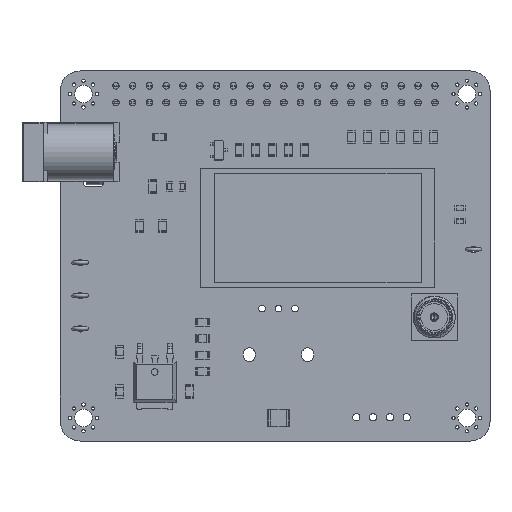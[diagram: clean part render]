
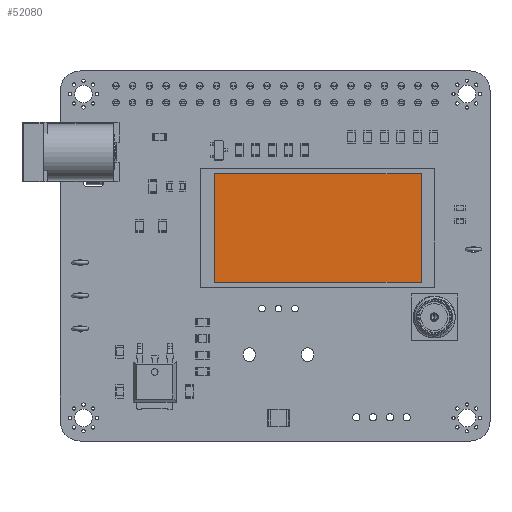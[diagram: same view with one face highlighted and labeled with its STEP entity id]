
A CAD part, top view. The second image highlights one B-rep face of the part: STEP entity #52080.
In plain terms, the highlighted face is planar.
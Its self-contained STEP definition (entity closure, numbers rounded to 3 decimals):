
#51990 = VERTEX_POINT('',#51991);
#51991 = CARTESIAN_POINT('',(2.1,3.85,-17.2));
#51997 = EDGE_CURVE('',#51998,#51990,#52000,.T.);
#51998 = VERTEX_POINT('',#51999);
#51999 = CARTESIAN_POINT('',(33.3,3.85,-17.2));
#52000 = LINE('',#52001,#52002);
#52001 = CARTESIAN_POINT('',(33.3,3.85,-17.2));
#52002 = VECTOR('',#52003,1.);
#52003 = DIRECTION('',(-1.,0.,0.));
#52021 = EDGE_CURVE('',#52022,#51998,#52024,.T.);
#52022 = VERTEX_POINT('',#52023);
#52023 = CARTESIAN_POINT('',(33.3,3.85,-0.8));
#52024 = LINE('',#52025,#52026);
#52025 = CARTESIAN_POINT('',(33.3,3.85,-0.8));
#52026 = VECTOR('',#52027,1.);
#52027 = DIRECTION('',(0.,0.,-1.));
#52045 = EDGE_CURVE('',#52046,#52022,#52048,.T.);
#52046 = VERTEX_POINT('',#52047);
#52047 = CARTESIAN_POINT('',(2.1,3.85,-0.8));
#52048 = LINE('',#52049,#52050);
#52049 = CARTESIAN_POINT('',(2.1,3.85,-0.8));
#52050 = VECTOR('',#52051,1.);
#52051 = DIRECTION('',(1.,0.,0.));
#52069 = EDGE_CURVE('',#51990,#52046,#52070,.T.);
#52070 = LINE('',#52071,#52072);
#52071 = CARTESIAN_POINT('',(2.1,3.85,-17.2));
#52072 = VECTOR('',#52073,1.);
#52073 = DIRECTION('',(0.,0.,1.));
#52080 = ADVANCED_FACE('',(#52081),#52087,.T.);
#52081 = FACE_BOUND('',#52082,.T.);
#52082 = EDGE_LOOP('',(#52083,#52084,#52085,#52086));
#52083 = ORIENTED_EDGE('',*,*,#52069,.T.);
#52084 = ORIENTED_EDGE('',*,*,#52045,.T.);
#52085 = ORIENTED_EDGE('',*,*,#52021,.T.);
#52086 = ORIENTED_EDGE('',*,*,#51997,.T.);
#52087 = PLANE('',#52088);
#52088 = AXIS2_PLACEMENT_3D('',#52089,#52090,#52091);
#52089 = CARTESIAN_POINT('',(17.7,3.85,-9.));
#52090 = DIRECTION('',(0.,1.,0.));
#52091 = DIRECTION('',(0.,-0.,1.));
